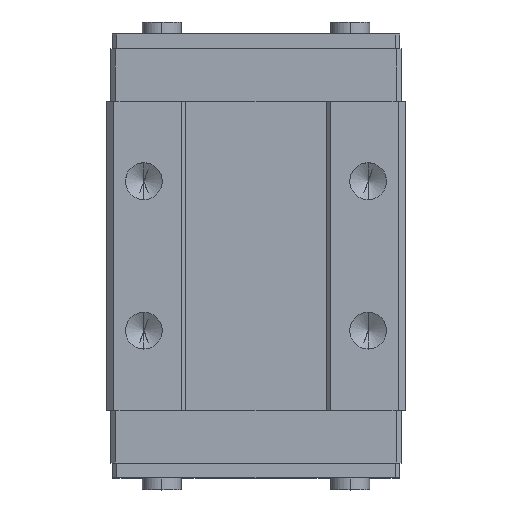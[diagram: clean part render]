
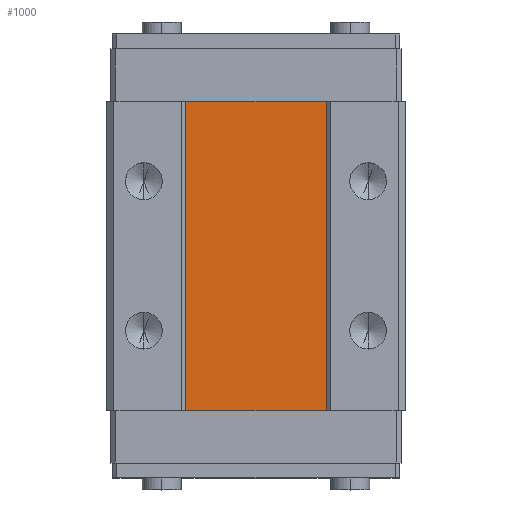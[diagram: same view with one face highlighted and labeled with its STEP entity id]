
A CAD part, top view. The second image highlights one B-rep face of the part: STEP entity #1000.
In plain terms, the highlighted planar face has unit normal (0, 0, 1).
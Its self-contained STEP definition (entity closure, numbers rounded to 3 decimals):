
#178 = VECTOR ( 'NONE', #3196, 1000. ) ;
#501 = CARTESIAN_POINT ( 'NONE',  ( -4.7, 10.35, 9.7 ) ) ;
#530 = CARTESIAN_POINT ( 'NONE',  ( -4.7, -10.35, 9.7 ) ) ;
#591 = DIRECTION ( 'NONE',  ( 1., 0., 0. ) ) ;
#691 = LINE ( 'NONE', #2113, #3507 ) ;
#786 = VERTEX_POINT ( 'NONE', #530 ) ;
#806 = ORIENTED_EDGE ( 'NONE', *, *, #4209, .F. ) ;
#859 = LINE ( 'NONE', #3203, #3631 ) ;
#908 = VERTEX_POINT ( 'NONE', #2101 ) ;
#1000 = ADVANCED_FACE ( 'NONE', ( #4158 ), #1791, .T. ) ;
#1128 = CARTESIAN_POINT ( 'NONE',  ( 4.7, 10.35, 9.7 ) ) ;
#1159 = CARTESIAN_POINT ( 'NONE',  ( 4.7, -10.35, 9.7 ) ) ;
#1399 = EDGE_CURVE ( 'NONE', #4227, #2598, #691, .T. ) ;
#1447 = LINE ( 'NONE', #3710, #1910 ) ;
#1791 = PLANE ( 'NONE',  #4370 ) ;
#1879 = ORIENTED_EDGE ( 'NONE', *, *, #1399, .F. ) ;
#1892 = DIRECTION ( 'NONE',  ( 0., 1., 0. ) ) ;
#1910 = VECTOR ( 'NONE', #1892, 1000. ) ;
#2101 = CARTESIAN_POINT ( 'NONE',  ( 4.7, -10.35, 9.7 ) ) ;
#2113 = CARTESIAN_POINT ( 'NONE',  ( 4.7, 10.35, 9.7 ) ) ;
#2262 = ORIENTED_EDGE ( 'NONE', *, *, #4014, .T. ) ;
#2598 = VERTEX_POINT ( 'NONE', #1128 ) ;
#3196 = DIRECTION ( 'NONE',  ( 1., 0., 0. ) ) ;
#3203 = CARTESIAN_POINT ( 'NONE',  ( -4.7, -10.35, 9.7 ) ) ;
#3334 = CARTESIAN_POINT ( 'NONE',  ( 4.7, -10.35, 9.7 ) ) ;
#3507 = VECTOR ( 'NONE', #591, 1000. ) ;
#3631 = VECTOR ( 'NONE', #4698, 1000. ) ;
#3710 = CARTESIAN_POINT ( 'NONE',  ( 4.7, -10.35, 9.7 ) ) ;
#3945 = EDGE_LOOP ( 'NONE', ( #1879, #806, #4549, #2262 ) ) ;
#4014 = EDGE_CURVE ( 'NONE', #908, #2598, #1447, .T. ) ;
#4055 = DIRECTION ( 'NONE',  ( 0., 0., 1. ) ) ;
#4158 = FACE_OUTER_BOUND ( 'NONE', #3945, .T. ) ;
#4209 = EDGE_CURVE ( 'NONE', #786, #4227, #859, .T. ) ;
#4227 = VERTEX_POINT ( 'NONE', #501 ) ;
#4370 = AXIS2_PLACEMENT_3D ( 'NONE', #3334, #4055, #4527 ) ;
#4527 = DIRECTION ( 'NONE',  ( 1., 0., 0. ) ) ;
#4549 = ORIENTED_EDGE ( 'NONE', *, *, #4599, .T. ) ;
#4551 = LINE ( 'NONE', #1159, #178 ) ;
#4599 = EDGE_CURVE ( 'NONE', #786, #908, #4551, .T. ) ;
#4698 = DIRECTION ( 'NONE',  ( 0., 1., 0. ) ) ;
